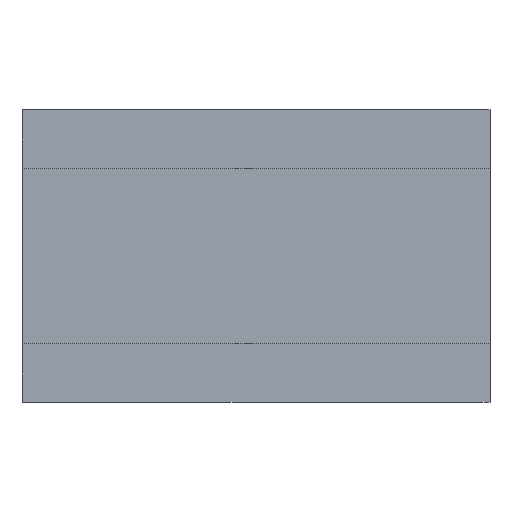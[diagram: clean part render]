
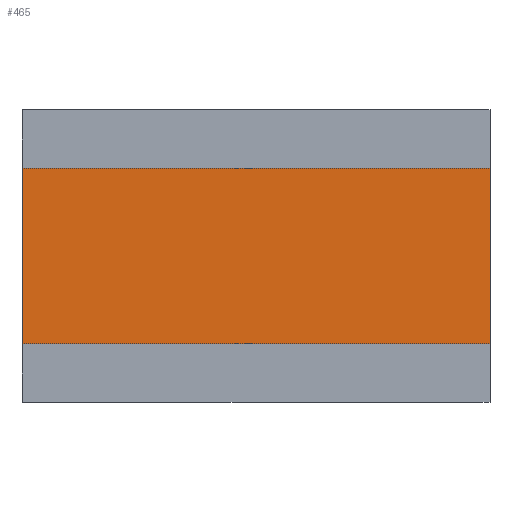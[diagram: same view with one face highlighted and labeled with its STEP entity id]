
A CAD part, front view. The second image highlights one B-rep face of the part: STEP entity #465.
In plain terms, the highlighted planar face has unit normal (0, -1, 0).
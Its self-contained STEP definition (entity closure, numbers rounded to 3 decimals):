
#34 = EDGE_CURVE ( 'NONE', #289, #99, #100, .T. ) ;
#35 = ORIENTED_EDGE ( 'NONE', *, *, #664, .F. ) ;
#77 = LINE ( 'NONE', #181, #255 ) ;
#78 = VERTEX_POINT ( 'NONE', #369 ) ;
#96 = EDGE_LOOP ( 'NONE', ( #310, #35, #613, #342 ) ) ;
#99 = VERTEX_POINT ( 'NONE', #416 ) ;
#100 = LINE ( 'NONE', #641, #291 ) ;
#181 = CARTESIAN_POINT ( 'NONE',  ( 100., 25., 37.5 ) ) ;
#227 = DIRECTION ( 'NONE',  ( -1., 0., 0. ) ) ;
#229 = VECTOR ( 'NONE', #227, 1000. ) ;
#255 = VECTOR ( 'NONE', #552, 1000. ) ;
#289 = VERTEX_POINT ( 'NONE', #623 ) ;
#291 = VECTOR ( 'NONE', #360, 1000. ) ;
#300 = CARTESIAN_POINT ( 'NONE',  ( 100., 25., -37.5 ) ) ;
#310 = ORIENTED_EDGE ( 'NONE', *, *, #34, .T. ) ;
#311 = EDGE_CURVE ( 'NONE', #78, #474, #345, .T. ) ;
#342 = ORIENTED_EDGE ( 'NONE', *, *, #609, .T. ) ;
#345 = LINE ( 'NONE', #675, #389 ) ;
#356 = DIRECTION ( 'NONE',  ( 0., 0., -1. ) ) ;
#360 = DIRECTION ( 'NONE',  ( 0., 0., -1. ) ) ;
#368 = DIRECTION ( 'NONE',  ( 0., 1., 0. ) ) ;
#369 = CARTESIAN_POINT ( 'NONE',  ( 100., 25., 37.5 ) ) ;
#389 = VECTOR ( 'NONE', #356, 1000. ) ;
#416 = CARTESIAN_POINT ( 'NONE',  ( -100., 25., -37.5 ) ) ;
#424 = CARTESIAN_POINT ( 'NONE',  ( 100., 25., -37.5 ) ) ;
#465 = ADVANCED_FACE ( 'NONE', ( #540 ), #470, .F. ) ;
#470 = PLANE ( 'NONE',  #630 ) ;
#474 = VERTEX_POINT ( 'NONE', #300 ) ;
#540 = FACE_OUTER_BOUND ( 'NONE', #96, .T. ) ;
#552 = DIRECTION ( 'NONE',  ( -1., 0., 0. ) ) ;
#583 = DIRECTION ( 'NONE',  ( 0., 0., 1. ) ) ;
#594 = LINE ( 'NONE', #651, #229 ) ;
#609 = EDGE_CURVE ( 'NONE', #78, #289, #77, .T. ) ;
#613 = ORIENTED_EDGE ( 'NONE', *, *, #311, .F. ) ;
#623 = CARTESIAN_POINT ( 'NONE',  ( -100., 25., 37.5 ) ) ;
#630 = AXIS2_PLACEMENT_3D ( 'NONE', #424, #368, #583 ) ;
#641 = CARTESIAN_POINT ( 'NONE',  ( -100., 25., -37.5 ) ) ;
#651 = CARTESIAN_POINT ( 'NONE',  ( 100., 25., -37.5 ) ) ;
#664 = EDGE_CURVE ( 'NONE', #474, #99, #594, .T. ) ;
#675 = CARTESIAN_POINT ( 'NONE',  ( 100., 25., -37.5 ) ) ;
